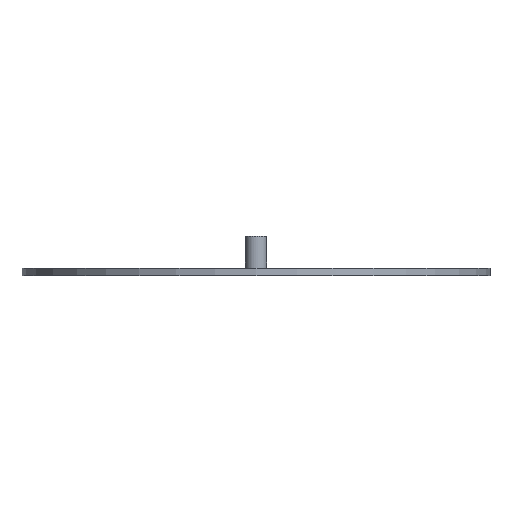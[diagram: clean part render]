
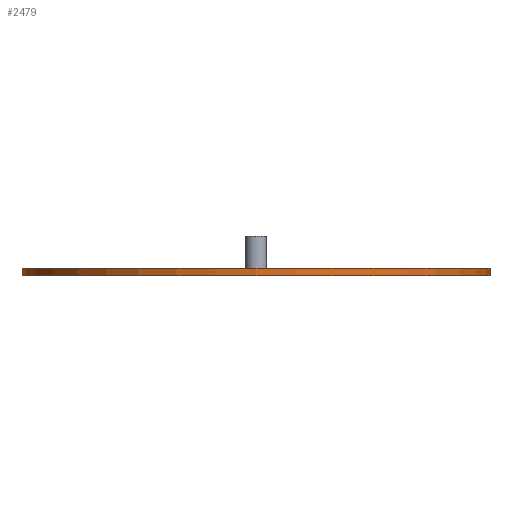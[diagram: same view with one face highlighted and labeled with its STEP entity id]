
A CAD part, front view. The second image highlights one B-rep face of the part: STEP entity #2479.
In plain terms, the highlighted cylindrical face has radius 93.599 mm (diameter 187.198 mm), a full revolution.
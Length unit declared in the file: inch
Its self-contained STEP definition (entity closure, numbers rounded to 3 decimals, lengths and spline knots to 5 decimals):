
#336=FACE_OUTER_BOUND('',#446,.T.);
#446=EDGE_LOOP('',(#2048,#2049,#2050,#2051));
#766=LINE('',#4219,#873);
#873=VECTOR('',#3570,3.685);
#1086=CIRCLE('',#2816,3.685);
#1087=CIRCLE('',#2817,3.685);
#1300=VERTEX_POINT('',#4216);
#1301=VERTEX_POINT('',#4218);
#1620=EDGE_CURVE('',#1300,#1300,#1086,.T.);
#1621=EDGE_CURVE('',#1300,#1301,#766,.T.);
#1622=EDGE_CURVE('',#1301,#1301,#1087,.T.);
#2048=ORIENTED_EDGE('',*,*,#1620,.F.);
#2049=ORIENTED_EDGE('',*,*,#1621,.T.);
#2050=ORIENTED_EDGE('',*,*,#1622,.T.);
#2051=ORIENTED_EDGE('',*,*,#1621,.F.);
#2371=CYLINDRICAL_SURFACE('',#2815,3.685);
#2479=ADVANCED_FACE('',(#336),#2371,.T.);
#2815=AXIS2_PLACEMENT_3D('',#4215,#3566,#3567);
#2816=AXIS2_PLACEMENT_3D('',#4217,#3568,#3569);
#2817=AXIS2_PLACEMENT_3D('',#4220,#3571,#3572);
#3566=DIRECTION('center_axis',(0.,0.,1.));
#3567=DIRECTION('ref_axis',(1.,0.,0.));
#3568=DIRECTION('center_axis',(0.,0.,1.));
#3569=DIRECTION('ref_axis',(1.,0.,0.));
#3570=DIRECTION('',(0.,0.,-1.));
#3571=DIRECTION('center_axis',(0.,0.,1.));
#3572=DIRECTION('ref_axis',(1.,0.,0.));
#4215=CARTESIAN_POINT('Origin',(0.,0.,0.));
#4216=CARTESIAN_POINT('',(-3.685,0.,0.11811));
#4217=CARTESIAN_POINT('Origin',(0.,0.,0.11811));
#4218=CARTESIAN_POINT('',(-3.685,0.,0.));
#4219=CARTESIAN_POINT('',(-3.685,0.,0.));
#4220=CARTESIAN_POINT('Origin',(0.,0.,0.));
